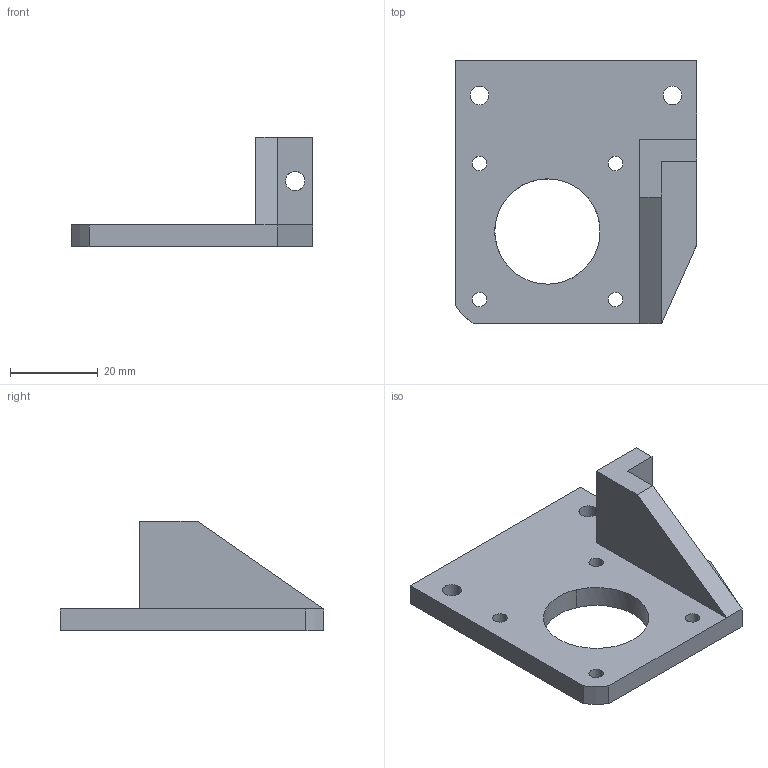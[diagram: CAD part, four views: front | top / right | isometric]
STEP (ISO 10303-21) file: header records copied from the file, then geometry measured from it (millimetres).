
FILE_DESCRIPTION(/* description */ (''),/* implementation_level */ '2;1');
FILE_NAME(/* name */ 'Z_Bracket_Motor',/* time_stamp */ '2018-06-11T21:06:59+02:00',/* author */ (''),/* organization */ (''),/* preprocessor_version */ 'ST-DEVELOPER v16.5',/* originating_system */ '',/* authorisation */ '');
FILE_SCHEMA (('AUTOMOTIVE_DESIGN'));
Length unit declared in the file: millimetre
Products named in the file (1): Document
Bounding box: 55 x 60 x 25 mm (x, y, z)
Volume: 17403.3 mm3; surface area: 8869.6 mm2
Topology: 1 solids, 1 shells, 31 faces, 84 edges, 55 vertices
Faces by surface type: bspline 17, plane 14
Entity records: 1047 total; most frequent: CARTESIAN_POINT 507, ORIENTED_EDGE 168, EDGE_CURVE 84, VERTEX_POINT 55, EDGE_LOOP 47, B_SPLINE_CURVE_WITH_KNOTS 32, ADVANCED_FACE 31, FACE_OUTER_BOUND 31
